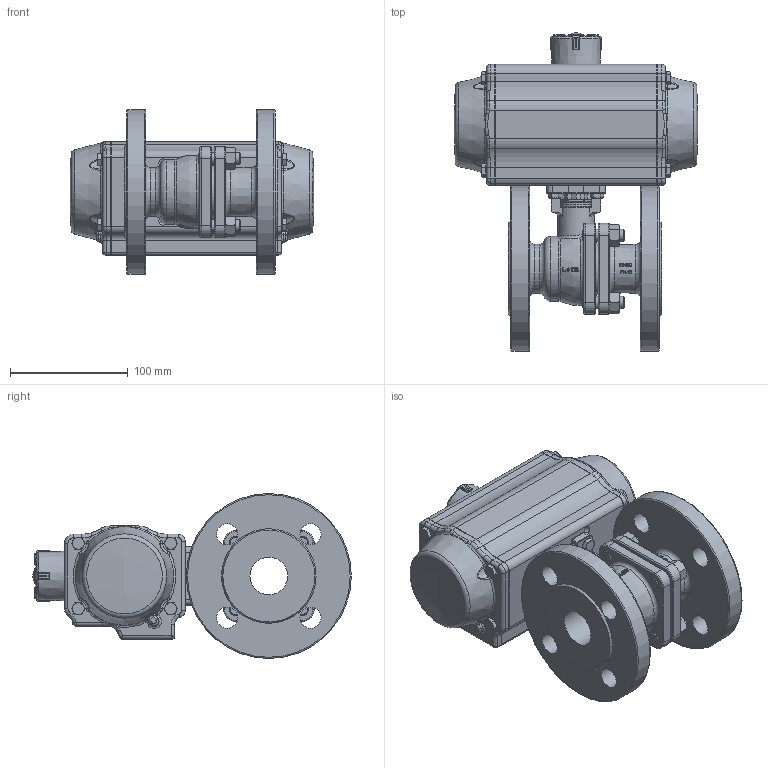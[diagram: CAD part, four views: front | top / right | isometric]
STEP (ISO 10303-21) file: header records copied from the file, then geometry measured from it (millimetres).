
FILE_DESCRIPTION(/* description */ ('Unknown'),/* implementation_level */ '2;1');
FILE_NAME(/* name */ 'FR03 0921_930-07',/* time_stamp */ '2023-08-01T13:49:32+02:00',/* author */ ('Unknown'),/* organization */ ('Unknown'),/* preprocessor_version */ 'ST-DEVELOPER v18.102',/* originating_system */ 'Solid Edge',/* authorisation */ 'Unknown');
FILE_SCHEMA (('AUTOMOTIVE_DESIGN {1 0 10303 214 3 1 1}'));
Products named in the file (17): FR52-8.200.032; 8.200.032_(921-07); 概极; Hex thin nuts-Grades AB-Chamfered GB_GB_FASTENER_NUT_STNAB M16-N; Continous Stud_am_AM -- M10 x 35  N; Hex Nut Style 1_AM_B18.2.4.1M - Hex nut, Style 1,  M10 x 1.5, with 16
mm WAF --D-N; 滅侂菜え; 源諳菜え; DIN 933 M6x14 A2-70 BLK_EDST; DW04_FR03_(DW70_FR52); ____; ________(___________; _____________; ______; hex head bolts-full thread grade c gb_GB_FASTENER_BOLT_HHBFTC M6X20-N; cup head nib bolts with large head gb_GB_FASTENER_BOLT_CHNBW M6X25-N; KP-75
Assembly tree (35 placements, depth 4):
  FR52-8.200.032
    8.200.032_(921-07)
      概极
      Hex thin nuts-Grades AB-Chamfered GB_GB_FASTENER_NUT_STNAB M16-N
      Continous Stud_am_AM -- M10 x 35  N  x4
      Hex Nut Style 1_AM_B18.2.4.1M - Hex nut, Style 1,  M10 x 1.5, with 16
mm WAF --D-N  x4
      滅侂菜え
      源諳菜え  x2
    DIN 933 M6x14 A2-70 BLK_EDST  x4
    DW04_FR03_(DW70_FR52)
      ____
        ________(___________  x2
        _____________  x2
        ______
      hex head bolts-full thread grade c gb_GB_FASTENER_BOLT_HHBFTC M6X20-N  x8
      cup head nib bolts with large head gb_GB_FASTENER_BOLT_CHNBW M6X25-N
      KP-75
Bounding box: 206.95 x 270.41 x 140 mm (x, y, z)
Volume: 2268024.1 mm3; surface area: 259556.3 mm2
Topology: 34 solids, 34 shells, 1772 faces, 4305 edges, 2666 vertices
Faces by surface type: plane 611, cylinder 406, bspline 329, cone 273, torus 136, sphere 17
Full cylindrical faces by diameter (mm): 3 x18, 3.3 x8, 4.2 x8, 4.66 x1, 5 x13, 6 x13, 6.2 x1, 6.8 x4, 8.5 x4, 8.8 x2, 10 x20, 13.835 x1, 15 x1, 15.6 x2, 18 x8, 21.8 x1, 24 x2, 24.6 x1, 28.962 x2, 31 x1, 32 x3, 33 x1, 38.5 x1, 41.6 x1, 44.527 x1, 55 x1, 140 x2
Entity records: 63002 total; most frequent: CARTESIAN_POINT 32939, ORIENTED_EDGE 6244, DIRECTION 5560, EDGE_CURVE 3122, AXIS2_PLACEMENT_3D 2123, VERTEX_POINT 2075, FACE_BOUND 1659, EDGE_LOOP 1632
